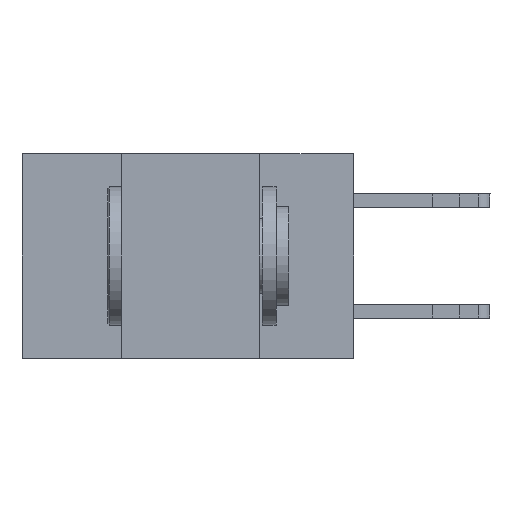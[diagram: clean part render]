
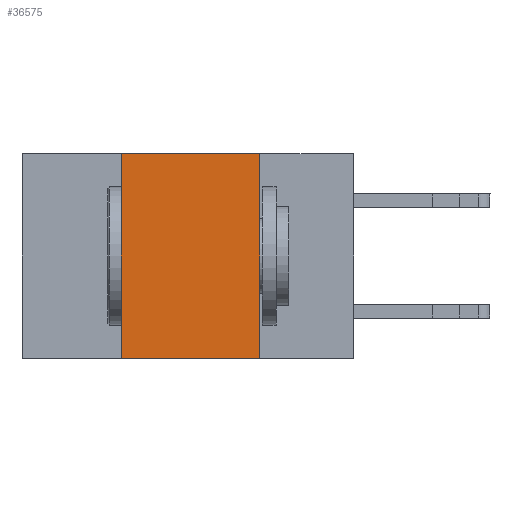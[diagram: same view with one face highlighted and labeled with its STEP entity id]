
A CAD part, left-side view. The second image highlights one B-rep face of the part: STEP entity #36575.
In plain terms, the highlighted planar face has unit normal (-1, 0, 0).
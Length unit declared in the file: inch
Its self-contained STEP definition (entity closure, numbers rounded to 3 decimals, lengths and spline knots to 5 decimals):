
#85 = ORIENTED_EDGE ( 'NONE', *, *, #33807, .F. ) ;
#1130 = DIRECTION ( 'NONE',  ( 1., 0., 0. ) ) ;
#1854 = EDGE_LOOP ( 'NONE', ( #12112, #85, #16416, #24150 ) ) ;
#3381 = EDGE_CURVE ( 'NONE', #4943, #24871, #25689, .T. ) ;
#4943 = VERTEX_POINT ( 'NONE', #6960 ) ;
#4949 = EDGE_CURVE ( 'NONE', #4943, #19009, #10632, .T. ) ;
#6960 = CARTESIAN_POINT ( 'NONE',  ( 0., 0.42, -0.37 ) ) ;
#7026 = CARTESIAN_POINT ( 'NONE',  ( 0., 0.6, 0. ) ) ;
#7594 = CARTESIAN_POINT ( 'NONE',  ( 0., 0.17, -0.37 ) ) ;
#10632 = LINE ( 'NONE', #12780, #37460 ) ;
#12112 = ORIENTED_EDGE ( 'NONE', *, *, #30630, .F. ) ;
#12780 = CARTESIAN_POINT ( 'NONE',  ( 0., 0.6, -0.37 ) ) ;
#14259 = AXIS2_PLACEMENT_3D ( 'NONE', #36027, #1130, #21118 ) ;
#16416 = ORIENTED_EDGE ( 'NONE', *, *, #3381, .F. ) ;
#19009 = VERTEX_POINT ( 'NONE', #7594 ) ;
#19729 = CARTESIAN_POINT ( 'NONE',  ( 0., 0.42, 0. ) ) ;
#21118 = DIRECTION ( 'NONE',  ( 0., 0., -1. ) ) ;
#21134 = VECTOR ( 'NONE', #29677, 39.37008 ) ;
#21298 = CARTESIAN_POINT ( 'NONE',  ( 0., 0.42, 0. ) ) ;
#21502 = PLANE ( 'NONE',  #14259 ) ;
#24150 = ORIENTED_EDGE ( 'NONE', *, *, #4949, .T. ) ;
#24871 = VERTEX_POINT ( 'NONE', #19729 ) ;
#25137 = DIRECTION ( 'NONE',  ( 0., 0., -1. ) ) ;
#25689 = LINE ( 'NONE', #21298, #21134 ) ;
#27902 = CARTESIAN_POINT ( 'NONE',  ( 0., 0.17, 0. ) ) ;
#27963 = VECTOR ( 'NONE', #25137, 39.37008 ) ;
#29677 = DIRECTION ( 'NONE',  ( 0., 0., 1. ) ) ;
#30241 = DIRECTION ( 'NONE',  ( 0., -1., 0. ) ) ;
#30506 = FACE_OUTER_BOUND ( 'NONE', #1854, .T. ) ;
#30630 = EDGE_CURVE ( 'NONE', #36587, #19009, #35803, .T. ) ;
#30693 = LINE ( 'NONE', #7026, #33472 ) ;
#32891 = DIRECTION ( 'NONE',  ( 0., -1., 0. ) ) ;
#32990 = CARTESIAN_POINT ( 'NONE',  ( 0., 0.17, 0. ) ) ;
#33472 = VECTOR ( 'NONE', #30241, 39.37008 ) ;
#33807 = EDGE_CURVE ( 'NONE', #24871, #36587, #30693, .T. ) ;
#35803 = LINE ( 'NONE', #27902, #27963 ) ;
#36027 = CARTESIAN_POINT ( 'NONE',  ( 0., 0.6, 0. ) ) ;
#36575 = ADVANCED_FACE ( 'NONE', ( #30506 ), #21502, .F. ) ;
#36587 = VERTEX_POINT ( 'NONE', #32990 ) ;
#37460 = VECTOR ( 'NONE', #32891, 39.37008 ) ;
